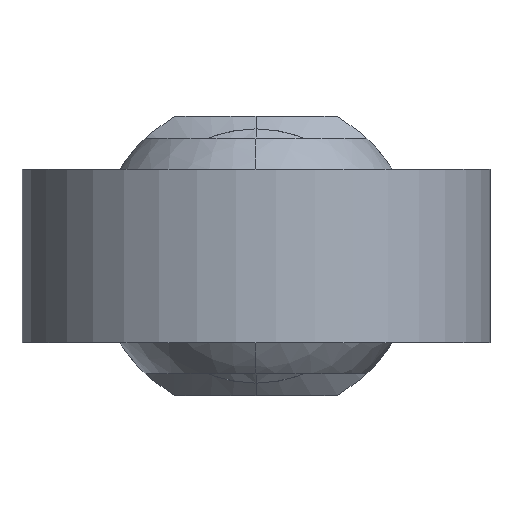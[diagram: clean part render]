
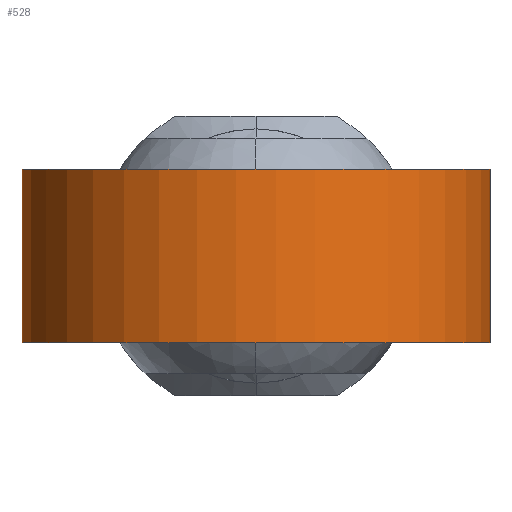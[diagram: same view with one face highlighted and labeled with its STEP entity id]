
A CAD part, left-side view. The second image highlights one B-rep face of the part: STEP entity #528.
In plain terms, the highlighted cylindrical face has radius 15.95 mm (diameter 31.9 mm), a partial arc.
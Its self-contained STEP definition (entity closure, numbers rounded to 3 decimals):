
#1 = CARTESIAN_POINT ( 'NONE',  ( 8.574, 13.45, 5.9 ) ) ;
#91 = CARTESIAN_POINT ( 'NONE',  ( 8.574, 13.45, 5.9 ) ) ;
#160 = ORIENTED_EDGE ( 'NONE', *, *, #767, .T. ) ;
#219 = CIRCLE ( 'NONE', #649, 15.95 ) ;
#224 = VERTEX_POINT ( 'NONE', #1621 ) ;
#349 = ORIENTED_EDGE ( 'NONE', *, *, #775, .F. ) ;
#390 = CARTESIAN_POINT ( 'NONE',  ( 0., 0., 5.9 ) ) ;
#394 = VERTEX_POINT ( 'NONE', #447 ) ;
#447 = CARTESIAN_POINT ( 'NONE',  ( 8.574, -13.45, -5.9 ) ) ;
#528 = ADVANCED_FACE ( 'NONE', ( #1306 ), #1499, .T. ) ;
#535 = DIRECTION ( 'NONE',  ( 1., 0., 0. ) ) ;
#543 = VECTOR ( 'NONE', #1382, 1000. ) ;
#578 = VERTEX_POINT ( 'NONE', #91 ) ;
#593 = LINE ( 'NONE', #1, #942 ) ;
#643 = DIRECTION ( 'NONE',  ( 1., 0., 0. ) ) ;
#649 = AXIS2_PLACEMENT_3D ( 'NONE', #784, #1733, #913 ) ;
#767 = EDGE_CURVE ( 'NONE', #578, #905, #593, .T. ) ;
#773 = CARTESIAN_POINT ( 'NONE',  ( 0., 0., 5.9 ) ) ;
#775 = EDGE_CURVE ( 'NONE', #224, #394, #1672, .T. ) ;
#784 = CARTESIAN_POINT ( 'NONE',  ( 0., 0., -5.9 ) ) ;
#899 = DIRECTION ( 'NONE',  ( 0., 0., 1. ) ) ;
#905 = VERTEX_POINT ( 'NONE', #1414 ) ;
#913 = DIRECTION ( 'NONE',  ( 1., 0., 0. ) ) ;
#942 = VECTOR ( 'NONE', #1090, 1000. ) ;
#999 = CIRCLE ( 'NONE', #1050, 15.95 ) ;
#1041 = EDGE_LOOP ( 'NONE', ( #1169, #349, #1252, #160 ) ) ;
#1050 = AXIS2_PLACEMENT_3D ( 'NONE', #390, #1344, #535 ) ;
#1072 = EDGE_CURVE ( 'NONE', #905, #394, #219, .T. ) ;
#1090 = DIRECTION ( 'NONE',  ( 0., 0., -1. ) ) ;
#1135 = EDGE_CURVE ( 'NONE', #578, #224, #999, .T. ) ;
#1169 = ORIENTED_EDGE ( 'NONE', *, *, #1072, .T. ) ;
#1252 = ORIENTED_EDGE ( 'NONE', *, *, #1135, .F. ) ;
#1306 = FACE_OUTER_BOUND ( 'NONE', #1041, .T. ) ;
#1344 = DIRECTION ( 'NONE',  ( 0., 0., 1. ) ) ;
#1366 = CARTESIAN_POINT ( 'NONE',  ( 8.574, -13.45, 5.9 ) ) ;
#1382 = DIRECTION ( 'NONE',  ( 0., 0., -1. ) ) ;
#1414 = CARTESIAN_POINT ( 'NONE',  ( 8.574, 13.45, -5.9 ) ) ;
#1499 = CYLINDRICAL_SURFACE ( 'NONE', #1548, 15.95 ) ;
#1548 = AXIS2_PLACEMENT_3D ( 'NONE', #773, #899, #643 ) ;
#1621 = CARTESIAN_POINT ( 'NONE',  ( 8.574, -13.45, 5.9 ) ) ;
#1672 = LINE ( 'NONE', #1366, #543 ) ;
#1733 = DIRECTION ( 'NONE',  ( 0., 0., 1. ) ) ;
